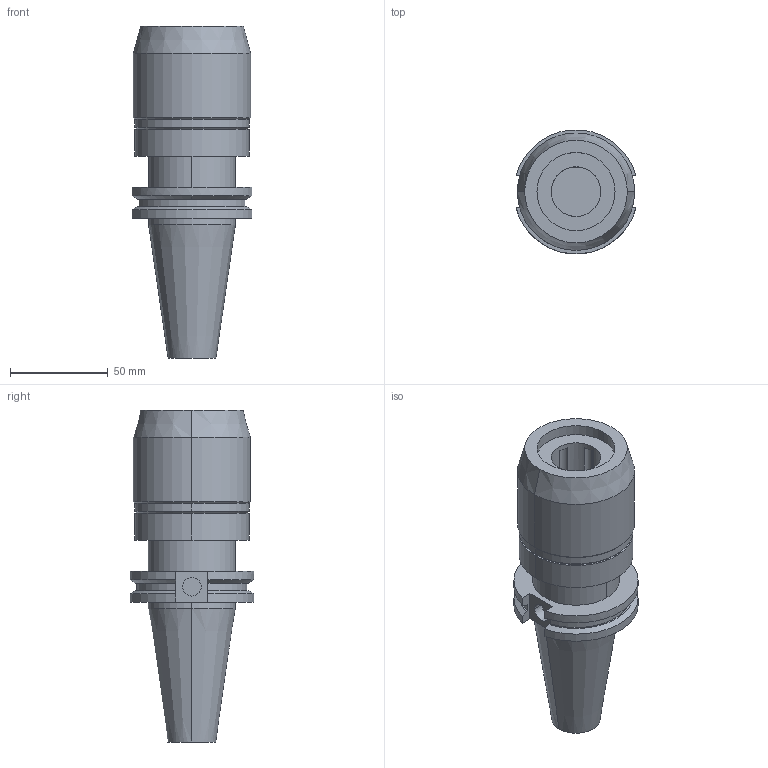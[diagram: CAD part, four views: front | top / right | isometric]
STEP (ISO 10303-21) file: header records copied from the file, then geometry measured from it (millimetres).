
FILE_DESCRIPTION (( 'STEP AP203' ), '1' );
FILE_NAME ('STP-23204G.STEP', '2017-01-23T01:54:36', ( '' ), ( '' ), 'SwSTEP 2.0', 'SolidWorks 2015', '' );
FILE_SCHEMA (( 'CONFIG_CONTROL_DESIGN' ));
Length unit declared in the file: millimetre
Products named in the file (1): STP-23204G
Bounding box: 61.35 x 63.38 x 169.85 mm (x, y, z)
Volume: 262442.5 mm3; surface area: 43290.9 mm2
Topology: 1 solids, 1 shells, 82 faces, 198 edges, 127 vertices
Faces by surface type: cylinder 39, plane 28, cone 15
Entity records: 2499 total; most frequent: DIRECTION 456, CARTESIAN_POINT 430, ORIENTED_EDGE 392, EDGE_CURVE 196, AXIS2_PLACEMENT_3D 185, VERTEX_POINT 127, CIRCLE 102, EDGE_LOOP 93
